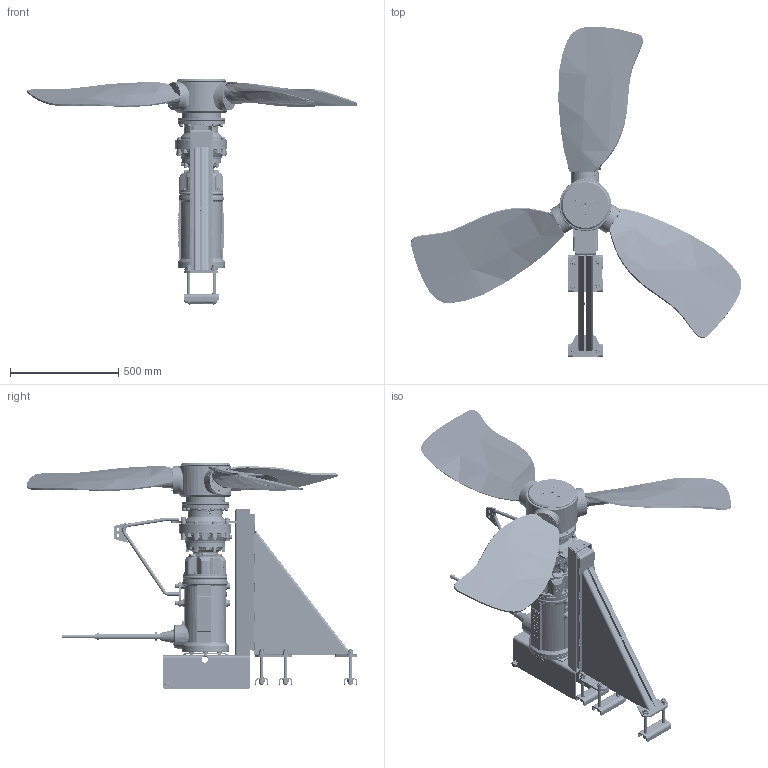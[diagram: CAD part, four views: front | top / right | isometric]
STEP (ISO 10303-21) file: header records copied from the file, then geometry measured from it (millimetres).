
FILE_DESCRIPTION(/* description */ ('POPL-I ms.112'),/* implementation_level */ '2;1');
FILE_NAME(/* name */ 'POPL-I-(4,0-3,0)kW-Ø1700.stp',/* time_stamp */ '2016-06-22T10:42:00+02:00',/* author */ ('mgu'),/* organization */ (''),/* preprocessor_version */ 'ST-DEVELOPER v15.2',/* originating_system */ 'Autodesk Inventor 2014',/* authorisation */ '');
FILE_SCHEMA (('AUTOMOTIVE_DESIGN { 1 0 10303 214 3 1 1 }'));
Products named in the file (1): POPL-I-(4,0-3,0)kW-Ø1700
Bounding box: 1530.52 x 1527.78 x 1045.37 mm (x, y, z)
Volume: 42277317.7 mm3; surface area: 4708389.9 mm2
Topology: 35 solids, 37 shells, 6061 faces, 16275 edges, 10440 vertices
Faces by surface type: plane 3545, cylinder 1131, bspline 767, cone 326, torus 253, sphere 39
Full cylindrical faces by diameter (mm): 1 x6, 3.243 x3, 4 x6, 4.3 x3, 4.8 x3, 4.917 x3, 5 x9, 6 x6, 6.2 x6, 6.647 x3, 8.376 x2, 9 x3, 10 x17, 10.1 x2, 10.106 x11, 13 x18, 14 x11, 14.6 x6, 15 x6, 15.5 x1, 15.6 x2, 16 x50, 17 x15, 18 x24, 18.6 x1, 19.05 x1, 19.75 x2, 20 x16, 21 x3, 21.6 x6
Entity records: 208296 total; most frequent: CARTESIAN_POINT 65790, ORIENTED_EDGE 30762, DIRECTION 26573, EDGE_CURVE 15355, VERTEX_POINT 10208, LINE 9329, VECTOR 9329, AXIS2_PLACEMENT_3D 8622
